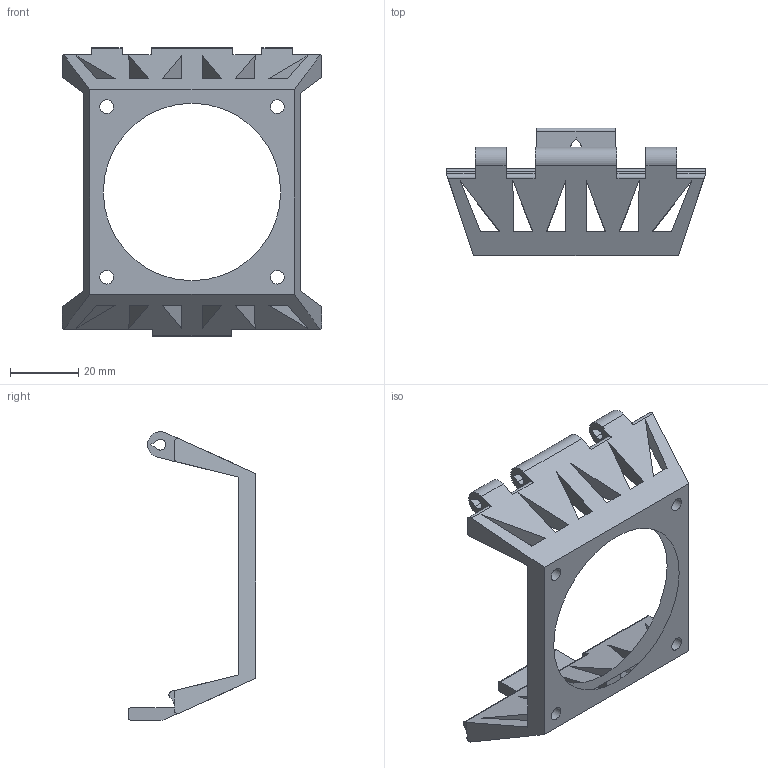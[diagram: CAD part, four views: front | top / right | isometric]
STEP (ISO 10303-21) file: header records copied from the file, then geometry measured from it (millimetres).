
FILE_DESCRIPTION(('FreeCAD Model'),'2;1');
FILE_NAME('ElecHolderUpper.step','2015-09-04T11:40:54',('Author'),(''), 'Open CASCADE STEP processor 6.8','FreeCAD','Unknown');
FILE_SCHEMA(('AUTOMOTIVE_DESIGN_CC2 { 1 2 10303 214 -1 1 5 4 }'));
Length unit declared in the file: millimetre
Products named in the file (2): ASSEMBLY; ElecHolderUpper
Assembly tree (1 placements, depth 2):
  ASSEMBLY
    ElecHolderUpper
Bounding box: 76 x 37.5 x 84.59 mm (x, y, z)
Surface area: 14904.2 mm2 (no closed solid volume)
Topology: 0 solids, 1 shells, 104 faces, 311 edges, 210 vertices
Faces by surface type: plane 74, cylinder 30
Full cylindrical faces by diameter (mm): 4 x4, 52 x1
Entity records: 8828 total; most frequent: CARTESIAN_POINT 2691, DIRECTION 1102, LINE 701, VECTOR 701, ORIENTED_EDGE 618, PCURVE 618, DEFINITIONAL_REPRESENTATION 618, EDGE_CURVE 311
